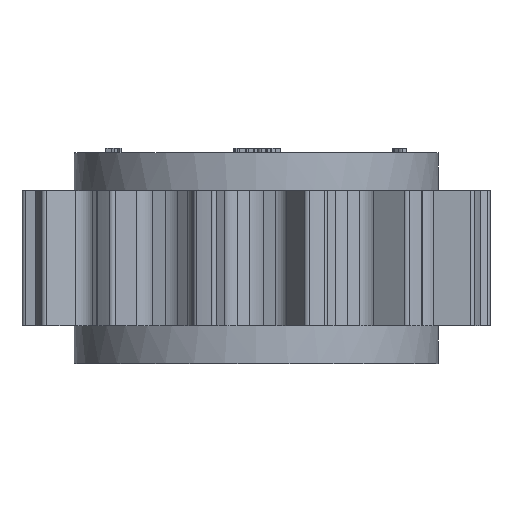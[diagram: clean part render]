
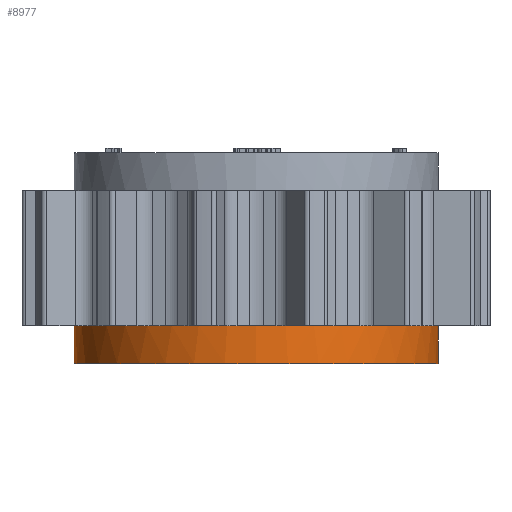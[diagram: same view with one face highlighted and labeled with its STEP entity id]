
A CAD part, front view. The second image highlights one B-rep face of the part: STEP entity #8977.
In plain terms, the highlighted cylindrical face has radius 21.572 mm (diameter 43.143 mm), a partial arc.
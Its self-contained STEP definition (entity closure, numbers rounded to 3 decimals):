
#111 = VECTOR ( 'NONE', #11882, 1000. ) ;
#123 = ORIENTED_EDGE ( 'NONE', *, *, #17696, .T. ) ;
#218 = DIRECTION ( 'NONE',  ( 0., 0., -1. ) ) ;
#262 = EDGE_CURVE ( 'NONE', #17257, #17910, #11971, .T. ) ;
#358 = CARTESIAN_POINT ( 'NONE',  ( 0., -21.571, -8. ) ) ;
#522 = VERTEX_POINT ( 'NONE', #7490 ) ;
#955 = DIRECTION ( 'NONE',  ( -1., 0., 0. ) ) ;
#1482 = CIRCLE ( 'NONE', #12403, 21.571 ) ;
#1514 = CARTESIAN_POINT ( 'NONE',  ( 0., 0., -8. ) ) ;
#2713 = DIRECTION ( 'NONE',  ( 0., 0., 1. ) ) ;
#2838 = CARTESIAN_POINT ( 'NONE',  ( 0., 0., -8. ) ) ;
#3236 = DIRECTION ( 'NONE',  ( 0., 0., 1. ) ) ;
#3350 = AXIS2_PLACEMENT_3D ( 'NONE', #11611, #17377, #11507 ) ;
#4007 = CIRCLE ( 'NONE', #4319, 21.571 ) ;
#4284 = CIRCLE ( 'NONE', #17409, 21.571 ) ;
#4319 = AXIS2_PLACEMENT_3D ( 'NONE', #16326, #14558, #5644 ) ;
#4448 = CIRCLE ( 'NONE', #8497, 21.571 ) ;
#4827 = ORIENTED_EDGE ( 'NONE', *, *, #7965, .F. ) ;
#5373 = ORIENTED_EDGE ( 'NONE', *, *, #12094, .F. ) ;
#5376 = AXIS2_PLACEMENT_3D ( 'NONE', #1514, #17859, #15011 ) ;
#5644 = DIRECTION ( 'NONE',  ( 1., 0., 0. ) ) ;
#5906 = CARTESIAN_POINT ( 'NONE',  ( 21.571, 0., 12.5 ) ) ;
#5947 = AXIS2_PLACEMENT_3D ( 'NONE', #9851, #15540, #18767 ) ;
#6035 = ORIENTED_EDGE ( 'NONE', *, *, #12372, .F. ) ;
#6288 = CARTESIAN_POINT ( 'NONE',  ( 21.571, 0., -12.5 ) ) ;
#6376 = CARTESIAN_POINT ( 'NONE',  ( 17.753, -12.254, -8. ) ) ;
#6647 = VERTEX_POINT ( 'NONE', #6288 ) ;
#6810 = FACE_OUTER_BOUND ( 'NONE', #14081, .T. ) ;
#6996 = EDGE_CURVE ( 'NONE', #18414, #522, #18029, .T. ) ;
#7490 = CARTESIAN_POINT ( 'NONE',  ( -21.571, 0., -12.5 ) ) ;
#7546 = CARTESIAN_POINT ( 'NONE',  ( -21.571, 0., 12.5 ) ) ;
#7626 = ORIENTED_EDGE ( 'NONE', *, *, #13532, .F. ) ;
#7861 = ORIENTED_EDGE ( 'NONE', *, *, #6996, .T. ) ;
#7926 = CARTESIAN_POINT ( 'NONE',  ( -10.025, -19.101, -8. ) ) ;
#7965 = EDGE_CURVE ( 'NONE', #14717, #17257, #17015, .T. ) ;
#8275 = DIRECTION ( 'NONE',  ( 0., 0., 1. ) ) ;
#8497 = AXIS2_PLACEMENT_3D ( 'NONE', #15521, #17186, #15627 ) ;
#8616 = CARTESIAN_POINT ( 'NONE',  ( 21.571, 0., -8. ) ) ;
#8977 = ADVANCED_FACE ( 'NONE', ( #6810 ), #11413, .T. ) ;
#9020 = EDGE_CURVE ( 'NONE', #16850, #14984, #4284, .T. ) ;
#9405 = EDGE_CURVE ( 'NONE', #18414, #16850, #1482, .T. ) ;
#9851 = CARTESIAN_POINT ( 'NONE',  ( 0., 0., -8. ) ) ;
#9939 = CARTESIAN_POINT ( 'NONE',  ( 0., 0., -8. ) ) ;
#10127 = LINE ( 'NONE', #5906, #111 ) ;
#10306 = AXIS2_PLACEMENT_3D ( 'NONE', #2838, #16246, #17698 ) ;
#10689 = EDGE_CURVE ( 'NONE', #16707, #14717, #18745, .T. ) ;
#10757 = DIRECTION ( 'NONE',  ( -1., 0., 0. ) ) ;
#11222 = CARTESIAN_POINT ( 'NONE',  ( 0., 0., -8. ) ) ;
#11413 = CYLINDRICAL_SURFACE ( 'NONE', #3350, 21.571 ) ;
#11507 = DIRECTION ( 'NONE',  ( -1., 0., 0. ) ) ;
#11611 = CARTESIAN_POINT ( 'NONE',  ( 0., 0., 12.5 ) ) ;
#11660 = DIRECTION ( 'NONE',  ( -1., 0., 0. ) ) ;
#11882 = DIRECTION ( 'NONE',  ( 0., 0., -1. ) ) ;
#11971 = CIRCLE ( 'NONE', #18849, 21.571 ) ;
#12008 = ORIENTED_EDGE ( 'NONE', *, *, #10689, .F. ) ;
#12094 = EDGE_CURVE ( 'NONE', #14984, #18656, #16585, .T. ) ;
#12372 = EDGE_CURVE ( 'NONE', #17910, #12847, #4448, .T. ) ;
#12403 = AXIS2_PLACEMENT_3D ( 'NONE', #13695, #3236, #10757 ) ;
#12720 = EDGE_CURVE ( 'NONE', #18656, #16707, #13816, .T. ) ;
#12847 = VERTEX_POINT ( 'NONE', #8616 ) ;
#13415 = DIRECTION ( 'NONE',  ( 0., 0., 1. ) ) ;
#13532 = EDGE_CURVE ( 'NONE', #12847, #6647, #10127, .T. ) ;
#13695 = CARTESIAN_POINT ( 'NONE',  ( 0., 0., -8. ) ) ;
#13816 = CIRCLE ( 'NONE', #5376, 21.571 ) ;
#14081 = EDGE_LOOP ( 'NONE', ( #7626, #6035, #19066, #4827, #12008, #16878, #5373, #18834, #15092, #7861, #123 ) ) ;
#14131 = CARTESIAN_POINT ( 'NONE',  ( 10.025, -19.101, -8. ) ) ;
#14321 = CARTESIAN_POINT ( 'NONE',  ( -21.571, 0., -8. ) ) ;
#14558 = DIRECTION ( 'NONE',  ( 0., 0., 1. ) ) ;
#14642 = DIRECTION ( 'NONE',  ( -1., 0., 0. ) ) ;
#14717 = VERTEX_POINT ( 'NONE', #14131 ) ;
#14984 = VERTEX_POINT ( 'NONE', #15379 ) ;
#15011 = DIRECTION ( 'NONE',  ( -1., 0., 0. ) ) ;
#15092 = ORIENTED_EDGE ( 'NONE', *, *, #9405, .F. ) ;
#15379 = CARTESIAN_POINT ( 'NONE',  ( -17.753, -12.254, -8. ) ) ;
#15521 = CARTESIAN_POINT ( 'NONE',  ( 0., 0., -8. ) ) ;
#15540 = DIRECTION ( 'NONE',  ( 0., 0., 1. ) ) ;
#15627 = DIRECTION ( 'NONE',  ( -1., 0., 0. ) ) ;
#16127 = AXIS2_PLACEMENT_3D ( 'NONE', #11222, #8275, #955 ) ;
#16246 = DIRECTION ( 'NONE',  ( 0., 0., 1. ) ) ;
#16326 = CARTESIAN_POINT ( 'NONE',  ( 0., 0., -12.5 ) ) ;
#16585 = CIRCLE ( 'NONE', #5947, 21.571 ) ;
#16704 = CARTESIAN_POINT ( 'NONE',  ( 21.414, -2.6, -8. ) ) ;
#16707 = VERTEX_POINT ( 'NONE', #358 ) ;
#16850 = VERTEX_POINT ( 'NONE', #18649 ) ;
#16878 = ORIENTED_EDGE ( 'NONE', *, *, #12720, .F. ) ;
#17015 = CIRCLE ( 'NONE', #16127, 21.571 ) ;
#17186 = DIRECTION ( 'NONE',  ( 0., 0., 1. ) ) ;
#17257 = VERTEX_POINT ( 'NONE', #6376 ) ;
#17377 = DIRECTION ( 'NONE',  ( 0., 0., -1. ) ) ;
#17409 = AXIS2_PLACEMENT_3D ( 'NONE', #9939, #2713, #14642 ) ;
#17696 = EDGE_CURVE ( 'NONE', #522, #6647, #4007, .T. ) ;
#17698 = DIRECTION ( 'NONE',  ( -1., 0., 0. ) ) ;
#17859 = DIRECTION ( 'NONE',  ( 0., 0., 1. ) ) ;
#17910 = VERTEX_POINT ( 'NONE', #16704 ) ;
#18029 = LINE ( 'NONE', #7546, #18793 ) ;
#18414 = VERTEX_POINT ( 'NONE', #14321 ) ;
#18649 = CARTESIAN_POINT ( 'NONE',  ( -21.414, -2.6, -8. ) ) ;
#18656 = VERTEX_POINT ( 'NONE', #7926 ) ;
#18745 = CIRCLE ( 'NONE', #10306, 21.571 ) ;
#18767 = DIRECTION ( 'NONE',  ( -1., 0., 0. ) ) ;
#18793 = VECTOR ( 'NONE', #218, 1000. ) ;
#18834 = ORIENTED_EDGE ( 'NONE', *, *, #9020, .F. ) ;
#18849 = AXIS2_PLACEMENT_3D ( 'NONE', #19202, #13415, #11660 ) ;
#19066 = ORIENTED_EDGE ( 'NONE', *, *, #262, .F. ) ;
#19202 = CARTESIAN_POINT ( 'NONE',  ( 0., 0., -8. ) ) ;
